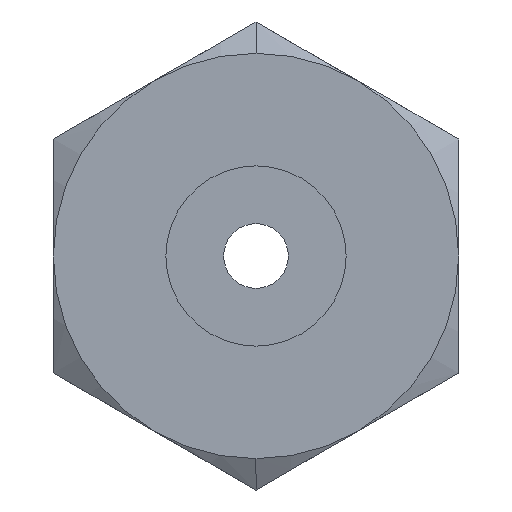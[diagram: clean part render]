
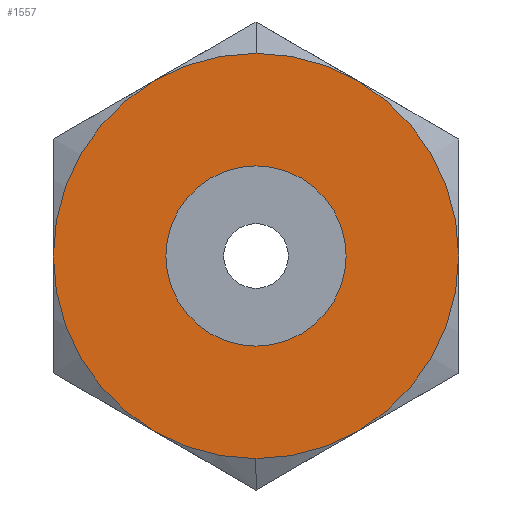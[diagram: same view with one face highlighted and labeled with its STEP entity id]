
A CAD part, left-side view. The second image highlights one B-rep face of the part: STEP entity #1557.
In plain terms, the highlighted planar face has unit normal (-1, 0, 0).
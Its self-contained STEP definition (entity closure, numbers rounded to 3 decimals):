
#10 = EDGE_LOOP ( 'NONE', ( #4044, #2449 ) ) ;
#84 = CARTESIAN_POINT ( 'NONE',  ( 0., 0., 3.57 ) ) ;
#536 = DIRECTION ( 'NONE',  ( 1., 0., 0. ) ) ;
#552 = EDGE_CURVE ( 'NONE', #6664, #7374, #8158, .T. ) ;
#562 = AXIS2_PLACEMENT_3D ( 'NONE', #8317, #536, #3179 ) ;
#606 = CARTESIAN_POINT ( 'NONE',  ( 0., 0., -3.175 ) ) ;
#879 = FACE_OUTER_BOUND ( 'NONE', #1585, .T. ) ;
#1465 = DIRECTION ( 'NONE',  ( 0., 0., -1. ) ) ;
#1469 = DIRECTION ( 'NONE',  ( 0., 0., 1. ) ) ;
#1557 = ADVANCED_FACE ( 'NONE', ( #7277, #879 ), #5340, .T. ) ;
#1585 = EDGE_LOOP ( 'NONE', ( #6224, #2383 ) ) ;
#1734 = AXIS2_PLACEMENT_3D ( 'NONE', #84, #7965, #1469 ) ;
#2054 = AXIS2_PLACEMENT_3D ( 'NONE', #8218, #4277, #4230 ) ;
#2128 = DIRECTION ( 'NONE',  ( 1., 0., 0. ) ) ;
#2383 = ORIENTED_EDGE ( 'NONE', *, *, #552, .F. ) ;
#2449 = ORIENTED_EDGE ( 'NONE', *, *, #3007, .T. ) ;
#2714 = DIRECTION ( 'NONE',  ( 0., 0., -1. ) ) ;
#3007 = EDGE_CURVE ( 'NONE', #6492, #7798, #4376, .T. ) ;
#3087 = AXIS2_PLACEMENT_3D ( 'NONE', #4184, #2128, #1465 ) ;
#3179 = DIRECTION ( 'NONE',  ( 0., 0., 1. ) ) ;
#3853 = CIRCLE ( 'NONE', #7822, 3.175 ) ;
#4044 = ORIENTED_EDGE ( 'NONE', *, *, #5677, .T. ) ;
#4184 = CARTESIAN_POINT ( 'NONE',  ( 0., 0., 0. ) ) ;
#4230 = DIRECTION ( 'NONE',  ( 0., 0., 1. ) ) ;
#4277 = DIRECTION ( 'NONE',  ( 1., 0., 0. ) ) ;
#4376 = CIRCLE ( 'NONE', #2054, 3.175 ) ;
#4602 = CARTESIAN_POINT ( 'NONE',  ( 0., 0., 0. ) ) ;
#4986 = CARTESIAN_POINT ( 'NONE',  ( 0., 0., -7.14 ) ) ;
#5340 = PLANE ( 'NONE',  #1734 ) ;
#5607 = CARTESIAN_POINT ( 'NONE',  ( 0., 0., 3.175 ) ) ;
#5677 = EDGE_CURVE ( 'NONE', #7798, #6492, #3853, .T. ) ;
#5843 = DIRECTION ( 'NONE',  ( 1., 0., 0. ) ) ;
#6182 = CIRCLE ( 'NONE', #562, 7.14 ) ;
#6224 = ORIENTED_EDGE ( 'NONE', *, *, #7174, .F. ) ;
#6492 = VERTEX_POINT ( 'NONE', #5607 ) ;
#6664 = VERTEX_POINT ( 'NONE', #4986 ) ;
#7174 = EDGE_CURVE ( 'NONE', #7374, #6664, #6182, .T. ) ;
#7277 = FACE_BOUND ( 'NONE', #10, .T. ) ;
#7374 = VERTEX_POINT ( 'NONE', #7715 ) ;
#7715 = CARTESIAN_POINT ( 'NONE',  ( 0., 0., 7.14 ) ) ;
#7798 = VERTEX_POINT ( 'NONE', #606 ) ;
#7822 = AXIS2_PLACEMENT_3D ( 'NONE', #4602, #5843, #2714 ) ;
#7965 = DIRECTION ( 'NONE',  ( -1., 0., 0. ) ) ;
#8158 = CIRCLE ( 'NONE', #3087, 7.14 ) ;
#8218 = CARTESIAN_POINT ( 'NONE',  ( 0., 0., 0. ) ) ;
#8317 = CARTESIAN_POINT ( 'NONE',  ( 0., 0., 0. ) ) ;
